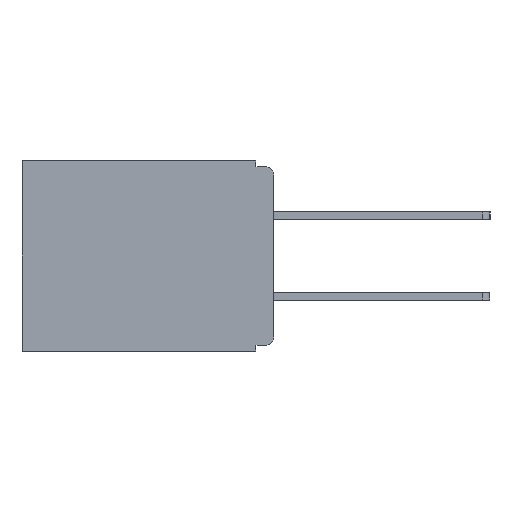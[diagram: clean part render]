
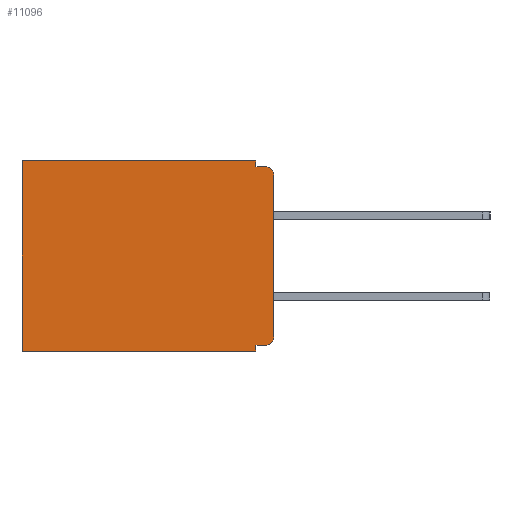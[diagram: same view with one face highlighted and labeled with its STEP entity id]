
A CAD part, left-side view. The second image highlights one B-rep face of the part: STEP entity #11096.
In plain terms, the highlighted planar face has unit normal (-1, 0, 0).
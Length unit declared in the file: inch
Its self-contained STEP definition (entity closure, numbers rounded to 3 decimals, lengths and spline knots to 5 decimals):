
#63 = DIRECTION ( 'NONE',  ( 0., 0., -1. ) ) ;
#122 = VERTEX_POINT ( 'NONE', #20073 ) ;
#223 = CARTESIAN_POINT ( 'NONE',  ( 0.3, 0.015, -0.32 ) ) ;
#255 = LINE ( 'NONE', #6146, #4357 ) ;
#506 = AXIS2_PLACEMENT_3D ( 'NONE', #18596, #8828, #20190 ) ;
#773 = ORIENTED_EDGE ( 'NONE', *, *, #12837, .F. ) ;
#781 = LINE ( 'NONE', #18834, #9276 ) ;
#887 = DIRECTION ( 'NONE',  ( 0., 1., 0. ) ) ;
#973 = CARTESIAN_POINT ( 'NONE',  ( 0.3, 0.031, 0. ) ) ;
#1207 = ORIENTED_EDGE ( 'NONE', *, *, #20566, .T. ) ;
#1284 = VERTEX_POINT ( 'NONE', #7134 ) ;
#2333 = CARTESIAN_POINT ( 'NONE',  ( 0.3, 0., -0.025 ) ) ;
#2431 = CARTESIAN_POINT ( 'NONE',  ( 0.3, 0., -0.01 ) ) ;
#2493 = CARTESIAN_POINT ( 'NONE',  ( 0.3, 0., -0.33 ) ) ;
#3334 = LINE ( 'NONE', #2431, #11633 ) ;
#3608 = LINE ( 'NONE', #20263, #16771 ) ;
#3996 = VECTOR ( 'NONE', #11947, 39.37008 ) ;
#4051 = AXIS2_PLACEMENT_3D ( 'NONE', #2493, #14106, #4254 ) ;
#4091 = VERTEX_POINT ( 'NONE', #223 ) ;
#4254 = DIRECTION ( 'NONE',  ( 0., 0., -1. ) ) ;
#4272 = EDGE_CURVE ( 'NONE', #17158, #6515, #12451, .T. ) ;
#4357 = VECTOR ( 'NONE', #17635, 39.37008 ) ;
#4391 = LINE ( 'NONE', #10564, #15944 ) ;
#4676 = ORIENTED_EDGE ( 'NONE', *, *, #17105, .F. ) ;
#4795 = AXIS2_PLACEMENT_3D ( 'NONE', #12704, #5441, #63 ) ;
#4837 = VERTEX_POINT ( 'NONE', #9264 ) ;
#5056 = LINE ( 'NONE', #19997, #3996 ) ;
#5441 = DIRECTION ( 'NONE',  ( -1., 0., 0. ) ) ;
#6091 = EDGE_CURVE ( 'NONE', #9408, #6515, #3334, .T. ) ;
#6140 = EDGE_CURVE ( 'NONE', #19375, #4837, #11136, .T. ) ;
#6146 = CARTESIAN_POINT ( 'NONE',  ( 0.3, 0., -0.32 ) ) ;
#6515 = VERTEX_POINT ( 'NONE', #7073 ) ;
#6718 = ORIENTED_EDGE ( 'NONE', *, *, #4272, .T. ) ;
#7073 = CARTESIAN_POINT ( 'NONE',  ( 0.3, 0.015, -0.01 ) ) ;
#7134 = CARTESIAN_POINT ( 'NONE',  ( 0.3, 0.031, -0.32 ) ) ;
#7227 = CARTESIAN_POINT ( 'NONE',  ( 0.3, 0.031, -0.01 ) ) ;
#7375 = DIRECTION ( 'NONE',  ( 0., 0., -1. ) ) ;
#7411 = EDGE_CURVE ( 'NONE', #16639, #9408, #11824, .T. ) ;
#7464 = VECTOR ( 'NONE', #13615, 39.37008 ) ;
#8590 = CARTESIAN_POINT ( 'NONE',  ( 0.3, 0.031, -0.33 ) ) ;
#8828 = DIRECTION ( 'NONE',  ( -1., 0., 0. ) ) ;
#9171 = ORIENTED_EDGE ( 'NONE', *, *, #6140, .F. ) ;
#9264 = CARTESIAN_POINT ( 'NONE',  ( 0.3, 0.437, -0.33 ) ) ;
#9276 = VECTOR ( 'NONE', #7375, 39.37008 ) ;
#9316 = VERTEX_POINT ( 'NONE', #20005 ) ;
#9408 = VERTEX_POINT ( 'NONE', #7227 ) ;
#9989 = ORIENTED_EDGE ( 'NONE', *, *, #6091, .F. ) ;
#10564 = CARTESIAN_POINT ( 'NONE',  ( 0.3, 0., 0. ) ) ;
#11096 = ADVANCED_FACE ( 'NONE', ( #17094 ), #18974, .F. ) ;
#11136 = LINE ( 'NONE', #12621, #14445 ) ;
#11633 = VECTOR ( 'NONE', #14034, 39.37008 ) ;
#11824 = LINE ( 'NONE', #18485, #7464 ) ;
#11947 = DIRECTION ( 'NONE',  ( 0., 0., -1. ) ) ;
#12133 = EDGE_LOOP ( 'NONE', ( #4676, #6718, #9989, #14280, #16336, #1207, #9171, #773, #16141, #21403 ) ) ;
#12451 = CIRCLE ( 'NONE', #4795, 0.015 ) ;
#12621 = CARTESIAN_POINT ( 'NONE',  ( 0.3, 0., -0.33 ) ) ;
#12704 = CARTESIAN_POINT ( 'NONE',  ( 0.3, 0.015, -0.025 ) ) ;
#12837 = EDGE_CURVE ( 'NONE', #1284, #19375, #781, .T. ) ;
#13615 = DIRECTION ( 'NONE',  ( 0., 0., -1. ) ) ;
#13742 = DIRECTION ( 'NONE',  ( 0., 0., -1. ) ) ;
#14034 = DIRECTION ( 'NONE',  ( 0., -1., 0. ) ) ;
#14106 = DIRECTION ( 'NONE',  ( 1., 0., 0. ) ) ;
#14280 = ORIENTED_EDGE ( 'NONE', *, *, #7411, .F. ) ;
#14445 = VECTOR ( 'NONE', #887, 39.37008 ) ;
#15416 = DIRECTION ( 'NONE',  ( 0., 1., 0. ) ) ;
#15675 = EDGE_CURVE ( 'NONE', #4091, #122, #17874, .T. ) ;
#15944 = VECTOR ( 'NONE', #15416, 39.37008 ) ;
#16141 = ORIENTED_EDGE ( 'NONE', *, *, #18581, .F. ) ;
#16336 = ORIENTED_EDGE ( 'NONE', *, *, #17737, .T. ) ;
#16639 = VERTEX_POINT ( 'NONE', #973 ) ;
#16771 = VECTOR ( 'NONE', #13742, 39.37008 ) ;
#17094 = FACE_OUTER_BOUND ( 'NONE', #12133, .T. ) ;
#17105 = EDGE_CURVE ( 'NONE', #17158, #122, #3608, .T. ) ;
#17158 = VERTEX_POINT ( 'NONE', #2333 ) ;
#17635 = DIRECTION ( 'NONE',  ( 0., 1., 0. ) ) ;
#17737 = EDGE_CURVE ( 'NONE', #16639, #9316, #4391, .T. ) ;
#17874 = CIRCLE ( 'NONE', #506, 0.015 ) ;
#18485 = CARTESIAN_POINT ( 'NONE',  ( 0.3, 0.031, 0. ) ) ;
#18581 = EDGE_CURVE ( 'NONE', #4091, #1284, #255, .T. ) ;
#18596 = CARTESIAN_POINT ( 'NONE',  ( 0.3, 0.015, -0.305 ) ) ;
#18834 = CARTESIAN_POINT ( 'NONE',  ( 0.3, 0.031, -0.33 ) ) ;
#18974 = PLANE ( 'NONE',  #4051 ) ;
#19375 = VERTEX_POINT ( 'NONE', #8590 ) ;
#19997 = CARTESIAN_POINT ( 'NONE',  ( 0.3, 0.437, -0.33 ) ) ;
#20005 = CARTESIAN_POINT ( 'NONE',  ( 0.3, 0.437, 0. ) ) ;
#20073 = CARTESIAN_POINT ( 'NONE',  ( 0.3, 0., -0.305 ) ) ;
#20190 = DIRECTION ( 'NONE',  ( 0., 0., -1. ) ) ;
#20263 = CARTESIAN_POINT ( 'NONE',  ( 0.3, 0., -0.33 ) ) ;
#20566 = EDGE_CURVE ( 'NONE', #9316, #4837, #5056, .T. ) ;
#21403 = ORIENTED_EDGE ( 'NONE', *, *, #15675, .T. ) ;
